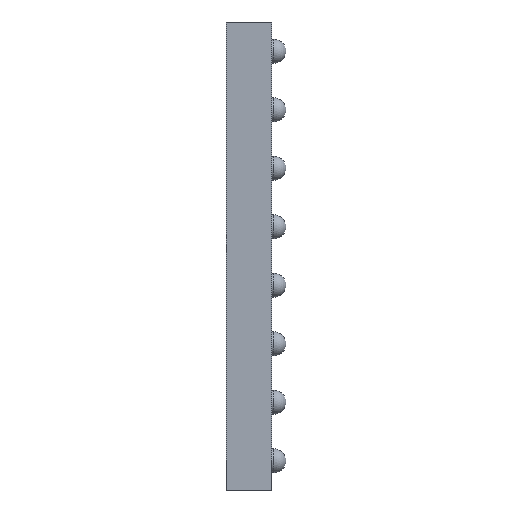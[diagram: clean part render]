
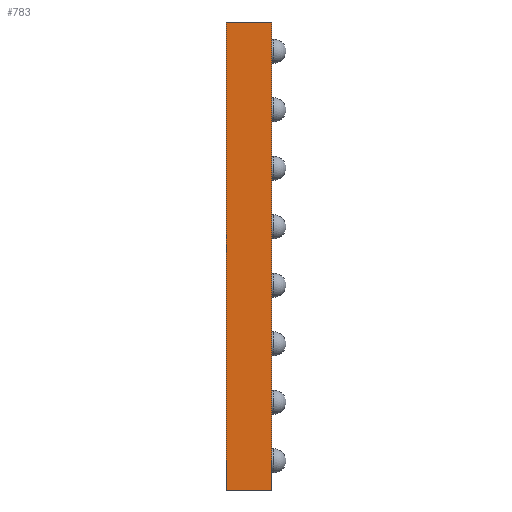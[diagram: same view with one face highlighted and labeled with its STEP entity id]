
A CAD part, left-side view. The second image highlights one B-rep face of the part: STEP entity #783.
In plain terms, the highlighted planar face has unit normal (-1, 0, 0).
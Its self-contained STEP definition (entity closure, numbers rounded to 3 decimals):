
#82 = PLANE ( 'NONE',  #2831 ) ;
#142 = EDGE_CURVE ( 'NONE', #4062, #2204, #1380, .T. ) ;
#514 = DIRECTION ( 'NONE',  ( 1., 0., 0. ) ) ;
#604 = CARTESIAN_POINT ( 'NONE',  ( -5., 0., 4. ) ) ;
#783 = ADVANCED_FACE ( 'NONE', ( #4057 ), #82, .F. ) ;
#1187 = CARTESIAN_POINT ( 'NONE',  ( -5., 0.78, 4. ) ) ;
#1380 = LINE ( 'NONE', #2243, #3819 ) ;
#2204 = VERTEX_POINT ( 'NONE', #604 ) ;
#2206 = VECTOR ( 'NONE', #4765, 1000. ) ;
#2243 = CARTESIAN_POINT ( 'NONE',  ( -5., 0., 4. ) ) ;
#2283 = CARTESIAN_POINT ( 'NONE',  ( -5., 0.78, 4. ) ) ;
#2345 = CARTESIAN_POINT ( 'NONE',  ( -5., 0.78, -4. ) ) ;
#2628 = VERTEX_POINT ( 'NONE', #4632 ) ;
#2658 = EDGE_CURVE ( 'NONE', #2628, #2204, #2982, .T. ) ;
#2720 = LINE ( 'NONE', #2283, #4366 ) ;
#2831 = AXIS2_PLACEMENT_3D ( 'NONE', #5352, #514, #4082 ) ;
#2925 = DIRECTION ( 'NONE',  ( 0., -1., 0. ) ) ;
#2982 = LINE ( 'NONE', #1187, #3032 ) ;
#3028 = CARTESIAN_POINT ( 'NONE',  ( -5., 0.78, -4. ) ) ;
#3032 = VECTOR ( 'NONE', #2925, 1000. ) ;
#3113 = DIRECTION ( 'NONE',  ( 0., 0., 1. ) ) ;
#3288 = EDGE_LOOP ( 'NONE', ( #4990, #5202, #4421, #4444 ) ) ;
#3453 = LINE ( 'NONE', #3028, #2206 ) ;
#3819 = VECTOR ( 'NONE', #3113, 1000. ) ;
#3983 = EDGE_CURVE ( 'NONE', #4414, #2628, #2720, .T. ) ;
#4057 = FACE_OUTER_BOUND ( 'NONE', #3288, .T. ) ;
#4062 = VERTEX_POINT ( 'NONE', #4091 ) ;
#4082 = DIRECTION ( 'NONE',  ( 0., 0., -1. ) ) ;
#4091 = CARTESIAN_POINT ( 'NONE',  ( -5., 0., -4. ) ) ;
#4325 = EDGE_CURVE ( 'NONE', #4414, #4062, #3453, .T. ) ;
#4366 = VECTOR ( 'NONE', #4450, 1000. ) ;
#4414 = VERTEX_POINT ( 'NONE', #2345 ) ;
#4421 = ORIENTED_EDGE ( 'NONE', *, *, #3983, .F. ) ;
#4444 = ORIENTED_EDGE ( 'NONE', *, *, #4325, .T. ) ;
#4450 = DIRECTION ( 'NONE',  ( 0., 0., 1. ) ) ;
#4632 = CARTESIAN_POINT ( 'NONE',  ( -5., 0.78, 4. ) ) ;
#4765 = DIRECTION ( 'NONE',  ( 0., -1., 0. ) ) ;
#4990 = ORIENTED_EDGE ( 'NONE', *, *, #142, .T. ) ;
#5202 = ORIENTED_EDGE ( 'NONE', *, *, #2658, .F. ) ;
#5352 = CARTESIAN_POINT ( 'NONE',  ( -5., 0.78, 4. ) ) ;
